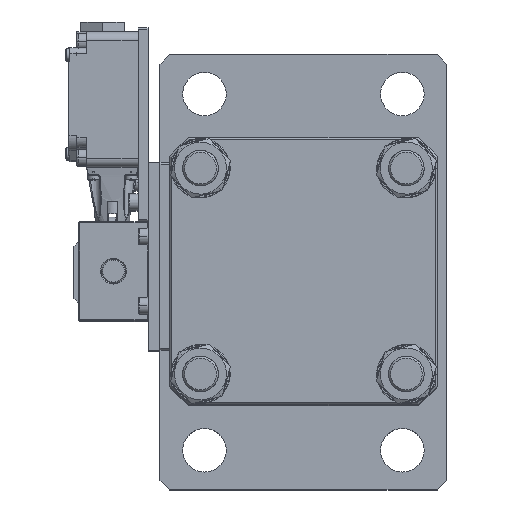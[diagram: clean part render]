
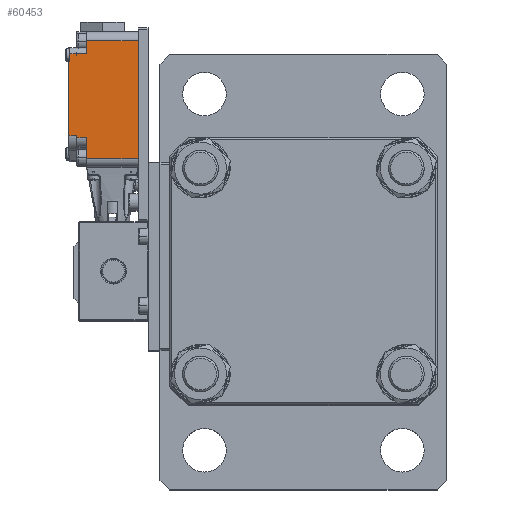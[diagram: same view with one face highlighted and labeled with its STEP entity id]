
A CAD part, top view. The second image highlights one B-rep face of the part: STEP entity #60453.
In plain terms, the highlighted face is planar.
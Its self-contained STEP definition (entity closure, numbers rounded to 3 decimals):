
#23073 = AXIS2_PLACEMENT_3D ( 'NONE', #34890, #34891, #34892 ) ;
#30705 = FACE_OUTER_BOUND ( 'NONE', #45151, .T. ) ;
#34889 = PLANE ( 'NONE',  #23073 ) ;
#34890 = CARTESIAN_POINT ( 'NONE',  ( -13., 20., -4.5 ) ) ;
#34891 = DIRECTION ( 'NONE',  ( 0., 1., 0. ) ) ;
#34892 = DIRECTION ( 'NONE',  ( 0., 0., 1. ) ) ;
#36023 = VERTEX_POINT ( 'NONE', #61792 ) ;
#36024 = VERTEX_POINT ( 'NONE', #61793 ) ;
#36031 = VERTEX_POINT ( 'NONE', #61800 ) ;
#36032 = VERTEX_POINT ( 'NONE', #61801 ) ;
#36130 = VERTEX_POINT ( 'NONE', #61899 ) ;
#36131 = VERTEX_POINT ( 'NONE', #61900 ) ;
#36241 = EDGE_CURVE ( 'NONE', #36024, #36023, #59466, .T. ) ;
#36250 = EDGE_CURVE ( 'NONE', #36031, #36032, #59470, .T. ) ;
#36447 = EDGE_CURVE ( 'NONE', #36130, #36131, #59502, .T. ) ;
#36458 = EDGE_CURVE ( 'NONE', #37049, #37048, #59507, .T. ) ;
#36462 = EDGE_CURVE ( 'NONE', #37049, #36130, #59509, .T. ) ;
#36463 = EDGE_CURVE ( 'NONE', #37053, #37052, #59510, .T. ) ;
#36464 = EDGE_CURVE ( 'NONE', #37051, #37052, #59511, .T. ) ;
#36465 = EDGE_CURVE ( 'NONE', #37053, #36023, #59512, .T. ) ;
#36466 = EDGE_CURVE ( 'NONE', #36024, #36031, #59513, .T. ) ;
#36467 = EDGE_CURVE ( 'NONE', #36032, #36131, #59514, .T. ) ;
#36468 = EDGE_CURVE ( 'NONE', #37048, #37054, #59515, .T. ) ;
#36469 = EDGE_CURVE ( 'NONE', #37051, #37054, #59516, .T. ) ;
#37048 = VERTEX_POINT ( 'NONE', #66342 ) ;
#37049 = VERTEX_POINT ( 'NONE', #66343 ) ;
#37051 = VERTEX_POINT ( 'NONE', #66345 ) ;
#37052 = VERTEX_POINT ( 'NONE', #66346 ) ;
#37053 = VERTEX_POINT ( 'NONE', #66347 ) ;
#37054 = VERTEX_POINT ( 'NONE', #66348 ) ;
#37946 = ORIENTED_EDGE ( 'NONE', *, *, #36464, .T. ) ;
#37947 = ORIENTED_EDGE ( 'NONE', *, *, #36465, .T. ) ;
#37948 = ORIENTED_EDGE ( 'NONE', *, *, #36463, .F. ) ;
#37949 = ORIENTED_EDGE ( 'NONE', *, *, #36241, .F. ) ;
#37950 = ORIENTED_EDGE ( 'NONE', *, *, #36466, .T. ) ;
#37951 = ORIENTED_EDGE ( 'NONE', *, *, #36250, .T. ) ;
#37952 = ORIENTED_EDGE ( 'NONE', *, *, #36467, .T. ) ;
#37953 = ORIENTED_EDGE ( 'NONE', *, *, #36458, .T. ) ;
#37954 = ORIENTED_EDGE ( 'NONE', *, *, #36447, .F. ) ;
#37955 = ORIENTED_EDGE ( 'NONE', *, *, #36462, .F. ) ;
#37956 = ORIENTED_EDGE ( 'NONE', *, *, #36468, .T. ) ;
#37958 = ORIENTED_EDGE ( 'NONE', *, *, #36469, .F. ) ;
#45151 = EDGE_LOOP ( 'NONE', ( #37946, #37948, #37947, #37949, #37950, #37951, #37952, #37954, #37955, #37953, #37956, #37958 ) ) ;
#59466 = LINE ( 'NONE', #62310, #76654 ) ;
#59470 = LINE ( 'NONE', #62333, #76630 ) ;
#59502 = LINE ( 'NONE', #63856, #63142 ) ;
#59507 = LINE ( 'NONE', #63884, #63095 ) ;
#59509 = LINE ( 'NONE', #63894, #63091 ) ;
#59510 = LINE ( 'NONE', #63896, #63087 ) ;
#59511 = LINE ( 'NONE', #63898, #63135 ) ;
#59512 = LINE ( 'NONE', #63900, #62970 ) ;
#59513 = LINE ( 'NONE', #63902, #63116 ) ;
#59514 = LINE ( 'NONE', #63904, #63156 ) ;
#59515 = LINE ( 'NONE', #63906, #63082 ) ;
#59516 = LINE ( 'NONE', #63908, #63076 ) ;
#60453 = ADVANCED_FACE ( 'NONE', ( #30705 ), #34889, .T. ) ;
#61792 = CARTESIAN_POINT ( 'NONE',  ( -18., 20., -16.044 ) ) ;
#61793 = CARTESIAN_POINT ( 'NONE',  ( -18., 20., -15. ) ) ;
#61800 = CARTESIAN_POINT ( 'NONE',  ( -13., 20., -15. ) ) ;
#61801 = CARTESIAN_POINT ( 'NONE',  ( -13., 20., -4.5 ) ) ;
#61899 = CARTESIAN_POINT ( 'NONE',  ( 13., 20., -64. ) ) ;
#61900 = CARTESIAN_POINT ( 'NONE',  ( 13., 20., -4.5 ) ) ;
#62310 = CARTESIAN_POINT ( 'NONE',  ( -18., 20., -10. ) ) ;
#62311 = DIRECTION ( 'NONE',  ( 0., 0., -1. ) ) ;
#62333 = CARTESIAN_POINT ( 'NONE',  ( -13., 20., -4.5 ) ) ;
#62334 = DIRECTION ( 'NONE',  ( 0., 0., 1. ) ) ;
#62970 = VECTOR ( 'NONE', #63901, 1000. ) ;
#63076 = VECTOR ( 'NONE', #63909, 1000. ) ;
#63082 = VECTOR ( 'NONE', #63907, 1000. ) ;
#63087 = VECTOR ( 'NONE', #63897, 1000. ) ;
#63091 = VECTOR ( 'NONE', #63895, 1000. ) ;
#63095 = VECTOR ( 'NONE', #63885, 1000. ) ;
#63116 = VECTOR ( 'NONE', #63903, 1000. ) ;
#63135 = VECTOR ( 'NONE', #63899, 1000. ) ;
#63142 = VECTOR ( 'NONE', #63857, 1000. ) ;
#63156 = VECTOR ( 'NONE', #63905, 1000. ) ;
#63856 = CARTESIAN_POINT ( 'NONE',  ( 13., 20., -4.5 ) ) ;
#63857 = DIRECTION ( 'NONE',  ( 0., 0., 1. ) ) ;
#63884 = CARTESIAN_POINT ( 'NONE',  ( -13., 20., -4.5 ) ) ;
#63885 = DIRECTION ( 'NONE',  ( 0., 0., 1. ) ) ;
#63894 = CARTESIAN_POINT ( 'NONE',  ( -13., 20., -64. ) ) ;
#63895 = DIRECTION ( 'NONE',  ( 1., 0., 0. ) ) ;
#63896 = CARTESIAN_POINT ( 'NONE',  ( -22., 20., -16.044 ) ) ;
#63897 = DIRECTION ( 'NONE',  ( 0., 0., -1. ) ) ;
#63898 = CARTESIAN_POINT ( 'NONE',  ( -21.5, 20., -53.5 ) ) ;
#63899 = DIRECTION ( 'NONE',  ( -1., 0., 0. ) ) ;
#63900 = CARTESIAN_POINT ( 'NONE',  ( -22., 20., -16.044 ) ) ;
#63901 = DIRECTION ( 'NONE',  ( 1., 0., 0. ) ) ;
#63902 = CARTESIAN_POINT ( 'NONE',  ( -13., 20., -15. ) ) ;
#63903 = DIRECTION ( 'NONE',  ( 1., 0., 0. ) ) ;
#63904 = CARTESIAN_POINT ( 'NONE',  ( -13., 20., -4.5 ) ) ;
#63905 = DIRECTION ( 'NONE',  ( 1., 0., 0. ) ) ;
#63906 = CARTESIAN_POINT ( 'NONE',  ( -18., 20., -57.5 ) ) ;
#63907 = DIRECTION ( 'NONE',  ( -1., 0., 0. ) ) ;
#63908 = CARTESIAN_POINT ( 'NONE',  ( -21.5, 20., -53.5 ) ) ;
#63909 = DIRECTION ( 'NONE',  ( 0., 0., -1. ) ) ;
#66342 = CARTESIAN_POINT ( 'NONE',  ( -13., 20., -57.5 ) ) ;
#66343 = CARTESIAN_POINT ( 'NONE',  ( -13., 20., -64. ) ) ;
#66345 = CARTESIAN_POINT ( 'NONE',  ( -21.5, 20., -53.5 ) ) ;
#66346 = CARTESIAN_POINT ( 'NONE',  ( -22., 20., -53.5 ) ) ;
#66347 = CARTESIAN_POINT ( 'NONE',  ( -22., 20., -16.044 ) ) ;
#66348 = CARTESIAN_POINT ( 'NONE',  ( -21.5, 20., -57.5 ) ) ;
#76630 = VECTOR ( 'NONE', #62334, 1000. ) ;
#76654 = VECTOR ( 'NONE', #62311, 1000. ) ;
